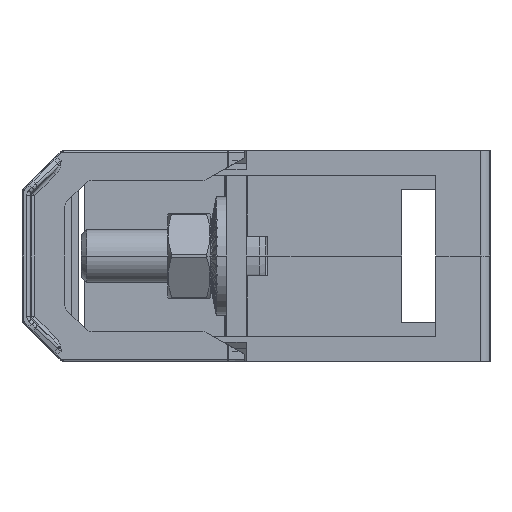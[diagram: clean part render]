
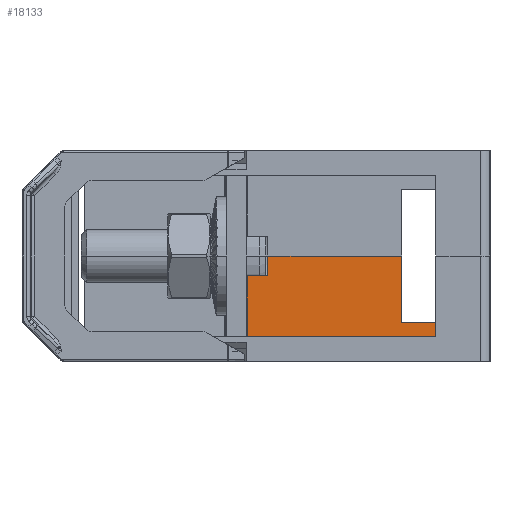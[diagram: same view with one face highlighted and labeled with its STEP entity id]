
A CAD part, left-side view. The second image highlights one B-rep face of the part: STEP entity #18133.
In plain terms, the highlighted planar face has unit normal (-1, 0, 0).
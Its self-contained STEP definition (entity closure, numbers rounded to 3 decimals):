
#13255=DIRECTION('',(0.,0.,1.));
#13256=VECTOR('',#13255,9.2);
#13257=CARTESIAN_POINT('',(-32.5,30.35,-12.2));
#13258=LINE('',#13257,#13256);
#13321=DIRECTION('',(0.,-1.,0.));
#13322=VECTOR('',#13321,3.15);
#13323=CARTESIAN_POINT('',(-32.5,30.35,-3.));
#13324=LINE('',#13323,#13322);
#13333=DIRECTION('',(0.,1.,0.));
#13334=VECTOR('',#13333,28.65);
#13335=CARTESIAN_POINT('',(-32.5,1.7,-12.2));
#13336=LINE('',#13335,#13334);
#13337=DIRECTION('',(0.,0.,-1.));
#13338=VECTOR('',#13337,3.);
#13339=CARTESIAN_POINT('',(-32.5,27.2,0.));
#13340=LINE('',#13339,#13338);
#13341=DIRECTION('',(0.,-1.,0.));
#13342=VECTOR('',#13341,20.3);
#13343=CARTESIAN_POINT('',(-32.5,27.2,0.));
#13344=LINE('',#13343,#13342);
#13345=DIRECTION('',(0.,0.,-1.));
#13346=VECTOR('',#13345,2.1);
#13347=CARTESIAN_POINT('',(-32.5,1.7,-10.1));
#13348=LINE('',#13347,#13346);
#13349=DIRECTION('',(0.,0.,1.));
#13350=VECTOR('',#13349,10.1);
#13351=CARTESIAN_POINT('',(-32.5,6.9,-10.1));
#13352=LINE('',#13351,#13350);
#13373=DIRECTION('',(0.,1.,0.));
#13374=VECTOR('',#13373,5.2);
#13375=CARTESIAN_POINT('',(-32.5,1.7,-10.1));
#13376=LINE('',#13375,#13374);
#16421=CARTESIAN_POINT('',(-32.5,6.9,-10.1));
#16422=CARTESIAN_POINT('',(-32.5,6.9,0.));
#16423=VERTEX_POINT('',#16421);
#16424=VERTEX_POINT('',#16422);
#16525=CARTESIAN_POINT('',(-32.5,1.7,-10.1));
#16526=VERTEX_POINT('',#16525);
#16527=CARTESIAN_POINT('',(-32.5,1.7,-12.2));
#16528=VERTEX_POINT('',#16527);
#17249=CARTESIAN_POINT('',(-32.5,27.2,0.));
#17250=VERTEX_POINT('',#17249);
#17363=CARTESIAN_POINT('',(-32.5,30.35,-12.2));
#17364=VERTEX_POINT('',#17363);
#17369=CARTESIAN_POINT('',(-32.5,27.2,-3.));
#17370=VERTEX_POINT('',#17369);
#17373=CARTESIAN_POINT('',(-32.5,30.35,-3.));
#17374=VERTEX_POINT('',#17373);
#18115=CARTESIAN_POINT('',(-32.5,1.7,0.));
#18116=DIRECTION('',(1.,0.,0.));
#18117=DIRECTION('',(0.,1.,0.));
#18118=AXIS2_PLACEMENT_3D('',#18115,#18116,#18117);
#18119=PLANE('',#18118);
#18120=ORIENTED_EDGE('',*,*,#17925,.T.);
#18121=ORIENTED_EDGE('',*,*,#18039,.T.);
#18122=ORIENTED_EDGE('',*,*,#18108,.T.);
#18123=ORIENTED_EDGE('',*,*,#18007,.F.);
#18124=ORIENTED_EDGE('',*,*,#17554,.T.);
#18126=ORIENTED_EDGE('',*,*,#18125,.F.);
#18128=ORIENTED_EDGE('',*,*,#18127,.F.);
#18130=ORIENTED_EDGE('',*,*,#18129,.T.);
#18131=EDGE_LOOP('',(#18120,#18121,#18122,#18123,#18124,#18126,#18128,#18130));
#18132=FACE_OUTER_BOUND('',#18131,.F.);
#17554=EDGE_CURVE('',#17250,#16424,#13344,.T.);
#17925=EDGE_CURVE('',#16528,#17364,#13336,.T.);
#18007=EDGE_CURVE('',#17250,#17370,#13340,.T.);
#18039=EDGE_CURVE('',#17364,#17374,#13258,.T.);
#18108=EDGE_CURVE('',#17374,#17370,#13324,.T.);
#18125=EDGE_CURVE('',#16423,#16424,#13352,.T.);
#18127=EDGE_CURVE('',#16526,#16423,#13376,.T.);
#18129=EDGE_CURVE('',#16526,#16528,#13348,.T.);
#18133=ADVANCED_FACE('',(#18132),#18119,.F.);
